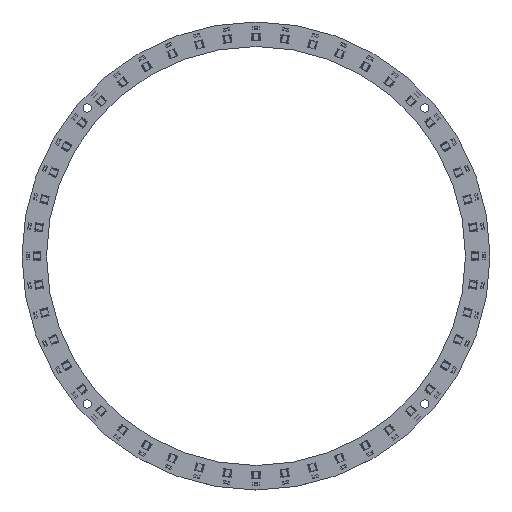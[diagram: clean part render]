
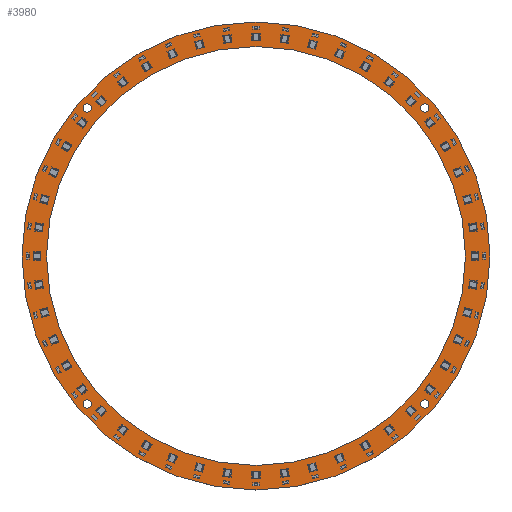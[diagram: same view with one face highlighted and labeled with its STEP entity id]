
A CAD part, top view. The second image highlights one B-rep face of the part: STEP entity #3980.
In plain terms, the highlighted planar face has unit normal (0, 0, 1).
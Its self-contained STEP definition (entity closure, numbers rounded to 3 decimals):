
#3890 = VERTEX_POINT('',#3891);
#3891 = CARTESIAN_POINT('',(62.,0.,1.6));
#3897 = EDGE_CURVE('',#3890,#3890,#3898,.T.);
#3898 = CIRCLE('',#3899,62.);
#3899 = AXIS2_PLACEMENT_3D('',#3900,#3901,#3902);
#3900 = CARTESIAN_POINT('',(0.,0.,1.6));
#3901 = DIRECTION('',(0.,0.,1.));
#3902 = DIRECTION('',(1.,0.,-0.));
#3980 = ADVANCED_FACE('',(#3981,#3984,#3995,#4006,#4017,#4028),#4039,.T.
  );
#3981 = FACE_BOUND('',#3982,.T.);
#3982 = EDGE_LOOP('',(#3983));
#3983 = ORIENTED_EDGE('',*,*,#3897,.T.);
#3984 = FACE_BOUND('',#3985,.T.);
#3985 = EDGE_LOOP('',(#3986));
#3986 = ORIENTED_EDGE('',*,*,#3987,.T.);
#3987 = EDGE_CURVE('',#3988,#3988,#3990,.T.);
#3988 = VERTEX_POINT('',#3989);
#3989 = CARTESIAN_POINT('',(-44.734,-40.331,1.6));
#3990 = CIRCLE('',#3991,1.1);
#3991 = AXIS2_PLACEMENT_3D('',#3992,#3993,#3994);
#3992 = CARTESIAN_POINT('',(-44.734,-39.231,1.6));
#3993 = DIRECTION('',(-0.,0.,-1.));
#3994 = DIRECTION('',(0.,-1.,-0.));
#3995 = FACE_BOUND('',#3996,.T.);
#3996 = EDGE_LOOP('',(#3997));
#3997 = ORIENTED_EDGE('',*,*,#3998,.T.);
#3998 = EDGE_CURVE('',#3999,#3999,#4001,.T.);
#3999 = VERTEX_POINT('',#4000);
#4000 = CARTESIAN_POINT('',(44.734,-40.331,1.6));
#4001 = CIRCLE('',#4002,1.1);
#4002 = AXIS2_PLACEMENT_3D('',#4003,#4004,#4005);
#4003 = CARTESIAN_POINT('',(44.734,-39.231,1.6));
#4004 = DIRECTION('',(-0.,0.,-1.));
#4005 = DIRECTION('',(0.,-1.,0.));
#4006 = FACE_BOUND('',#4007,.T.);
#4007 = EDGE_LOOP('',(#4008));
#4008 = ORIENTED_EDGE('',*,*,#4009,.T.);
#4009 = EDGE_CURVE('',#4010,#4010,#4012,.T.);
#4010 = VERTEX_POINT('',#4011);
#4011 = CARTESIAN_POINT('',(-44.734,38.131,1.6));
#4012 = CIRCLE('',#4013,1.1);
#4013 = AXIS2_PLACEMENT_3D('',#4014,#4015,#4016);
#4014 = CARTESIAN_POINT('',(-44.734,39.231,1.6));
#4015 = DIRECTION('',(-0.,0.,-1.));
#4016 = DIRECTION('',(0.,-1.,-0.));
#4017 = FACE_BOUND('',#4018,.T.);
#4018 = EDGE_LOOP('',(#4019));
#4019 = ORIENTED_EDGE('',*,*,#4020,.F.);
#4020 = EDGE_CURVE('',#4021,#4021,#4023,.T.);
#4021 = VERTEX_POINT('',#4022);
#4022 = CARTESIAN_POINT('',(55.5,0.,1.6));
#4023 = CIRCLE('',#4024,55.5);
#4024 = AXIS2_PLACEMENT_3D('',#4025,#4026,#4027);
#4025 = CARTESIAN_POINT('',(0.,0.,1.6));
#4026 = DIRECTION('',(0.,0.,1.));
#4027 = DIRECTION('',(1.,0.,-0.));
#4028 = FACE_BOUND('',#4029,.T.);
#4029 = EDGE_LOOP('',(#4030));
#4030 = ORIENTED_EDGE('',*,*,#4031,.T.);
#4031 = EDGE_CURVE('',#4032,#4032,#4034,.T.);
#4032 = VERTEX_POINT('',#4033);
#4033 = CARTESIAN_POINT('',(44.734,38.131,1.6));
#4034 = CIRCLE('',#4035,1.1);
#4035 = AXIS2_PLACEMENT_3D('',#4036,#4037,#4038);
#4036 = CARTESIAN_POINT('',(44.734,39.231,1.6));
#4037 = DIRECTION('',(-0.,0.,-1.));
#4038 = DIRECTION('',(0.,-1.,0.));
#4039 = PLANE('',#4040);
#4040 = AXIS2_PLACEMENT_3D('',#4041,#4042,#4043);
#4041 = CARTESIAN_POINT('',(0.,0.,1.6));
#4042 = DIRECTION('',(0.,0.,1.));
#4043 = DIRECTION('',(1.,0.,-0.));
